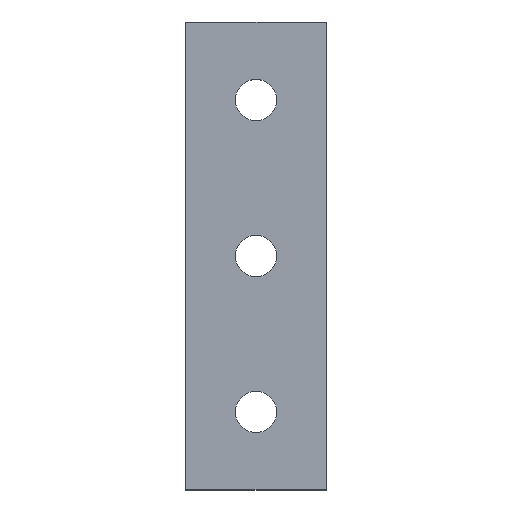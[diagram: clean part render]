
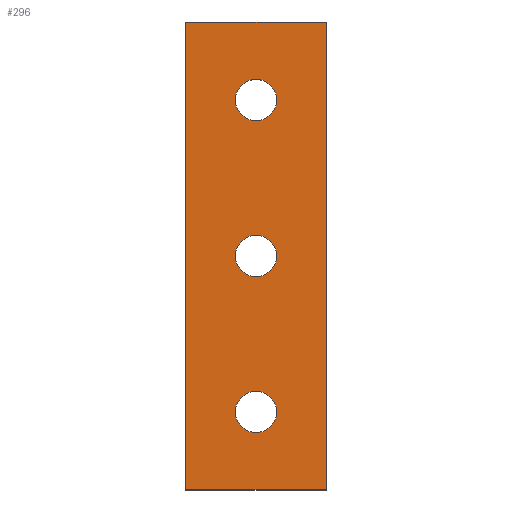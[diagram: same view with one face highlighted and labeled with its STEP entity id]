
A CAD part, top view. The second image highlights one B-rep face of the part: STEP entity #296.
In plain terms, the highlighted planar face has unit normal (0, 0, 1).
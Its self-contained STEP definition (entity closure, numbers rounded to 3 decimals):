
#73=CARTESIAN_POINT('',(2.65,-20.0,4.0));
#74=VERTEX_POINT('',#73);
#75=CARTESIAN_POINT('',(0.0,-20.0,4.0));
#76=DIRECTION('',(0.0,0.0,-1.0));
#77=DIRECTION('',(-1.0,0.0,0.0));
#78=AXIS2_PLACEMENT_3D('',#75,#76,#77);
#79=CIRCLE('',#78,2.65);
#80=EDGE_CURVE('',#74,#74,#79,.T.);
#101=CARTESIAN_POINT('',(2.65,20.0,4.0));
#102=VERTEX_POINT('',#101);
#103=CARTESIAN_POINT('',(0.0,20.0,4.0));
#104=DIRECTION('',(0.0,0.0,-1.0));
#105=DIRECTION('',(-1.0,0.0,0.0));
#106=AXIS2_PLACEMENT_3D('',#103,#104,#105);
#107=CIRCLE('',#106,2.65);
#108=EDGE_CURVE('',#102,#102,#107,.T.);
#129=CARTESIAN_POINT('',(2.65,0.,4.0));
#130=VERTEX_POINT('',#129);
#131=CARTESIAN_POINT('',(0.0,0.0,4.0));
#132=DIRECTION('',(0.0,0.0,-1.0));
#133=DIRECTION('',(-1.0,0.0,0.0));
#134=AXIS2_PLACEMENT_3D('',#131,#132,#133);
#135=CIRCLE('',#134,2.65);
#136=EDGE_CURVE('',#130,#130,#135,.T.);
#167=CARTESIAN_POINT('',(9.0,30.,4.0));
#168=VERTEX_POINT('',#167);
#175=CARTESIAN_POINT('',(9.,-30.,4.0));
#176=VERTEX_POINT('',#175);
#177=CARTESIAN_POINT('',(9.,-30.,4.0));
#178=DIRECTION('',(0.0,1.0,0.0));
#179=VECTOR('',#178,60.0);
#180=LINE('',#177,#179);
#181=EDGE_CURVE('',#176,#168,#180,.T.);
#206=CARTESIAN_POINT('',(-9.,-30.,4.0));
#207=VERTEX_POINT('',#206);
#208=CARTESIAN_POINT('',(-9.,-30.,4.0));
#209=DIRECTION('',(1.0,0.0,0.0));
#210=VECTOR('',#209,18.0);
#211=LINE('',#208,#210);
#212=EDGE_CURVE('',#207,#176,#211,.T.);
#237=CARTESIAN_POINT('',(-9.,30.,4.0));
#238=VERTEX_POINT('',#237);
#239=CARTESIAN_POINT('',(-9.,30.,4.0));
#240=DIRECTION('',(0.0,-1.0,0.0));
#241=VECTOR('',#240,60.0);
#242=LINE('',#239,#241);
#243=EDGE_CURVE('',#238,#207,#242,.T.);
#266=CARTESIAN_POINT('',(9.0,30.,4.0));
#267=DIRECTION('',(-1.0,0.0,0.0));
#268=VECTOR('',#267,18.);
#269=LINE('',#266,#268);
#270=EDGE_CURVE('',#168,#238,#269,.T.);
#276=CARTESIAN_POINT('',(0.,0.,4.0));
#277=DIRECTION('',(0.0,0.0,1.0));
#278=DIRECTION('',(1.0,0.0,0.0));
#279=AXIS2_PLACEMENT_3D('',#276,#277,#278);
#280=PLANE('',#279);
#281=ORIENTED_EDGE('',*,*,#270,.T.);
#282=ORIENTED_EDGE('',*,*,#243,.T.);
#283=ORIENTED_EDGE('',*,*,#212,.T.);
#284=ORIENTED_EDGE('',*,*,#181,.T.);
#285=EDGE_LOOP('',(#281,#282,#283,#284));
#286=FACE_OUTER_BOUND('',#285,.T.);
#287=ORIENTED_EDGE('',*,*,#80,.T.);
#288=EDGE_LOOP('',(#287));
#289=FACE_BOUND('',#288,.T.);
#290=ORIENTED_EDGE('',*,*,#108,.T.);
#291=EDGE_LOOP('',(#290));
#292=FACE_BOUND('',#291,.T.);
#293=ORIENTED_EDGE('',*,*,#136,.T.);
#294=EDGE_LOOP('',(#293));
#295=FACE_BOUND('',#294,.T.);
#296=ADVANCED_FACE('',(#286,#289,#292,#295),#280,.T.);
